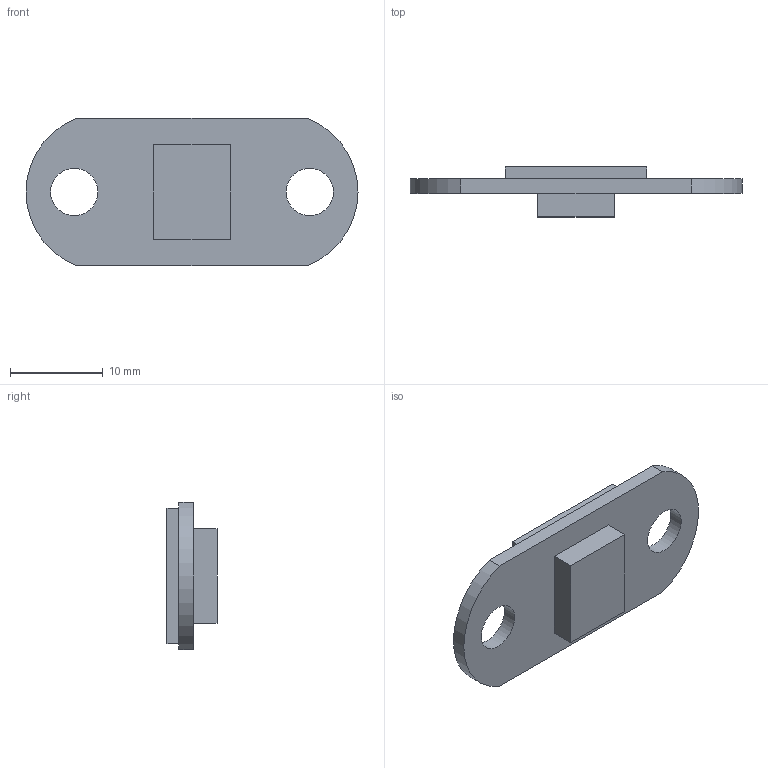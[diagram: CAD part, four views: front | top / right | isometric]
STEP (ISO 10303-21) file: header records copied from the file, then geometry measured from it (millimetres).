
FILE_DESCRIPTION (( 'STEP AP214' ), '1' );
FILE_NAME ('am-3313b 5V Hall Effect Sensor Board.STEP', '2020-12-22T18:25:52', ( '' ), ( '' ), 'SwSTEP 2.0', 'SolidWorks 2019', '' );
FILE_SCHEMA (( 'AUTOMOTIVE_DESIGN' ));
Length unit declared in the file: inch
Products named in the file (1): am-3313b 5V Hall Effect Sensor Board
Bounding box: 35.81 x 5.4 x 15.88 mm (x, y, z)
Volume: 1257.9 mm3; surface area: 1324.6 mm2
Topology: 1 solids, 1 shells, 18 faces, 42 edges, 28 vertices
Faces by surface type: plane 14, cylinder 4
Full cylindrical faces by diameter (mm): 5.105 x2
Entity records: 786 total; most frequent: CARTESIAN_POINT 87, DIRECTION 86, ORIENTED_EDGE 80, EDGE_CURVE 40, VECTOR 32, LINE 32, VERTEX_POINT 28, AXIS2_PLACEMENT_3D 27
